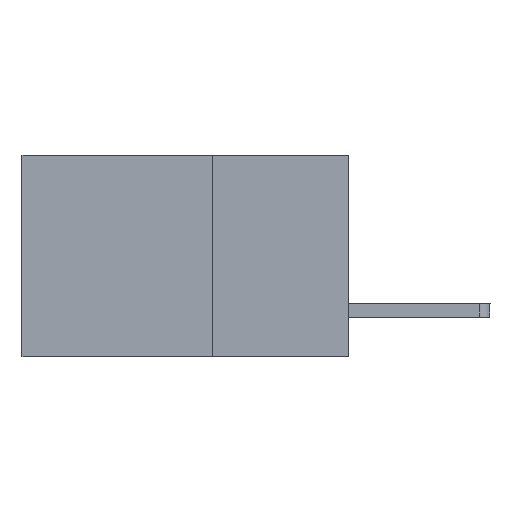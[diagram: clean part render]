
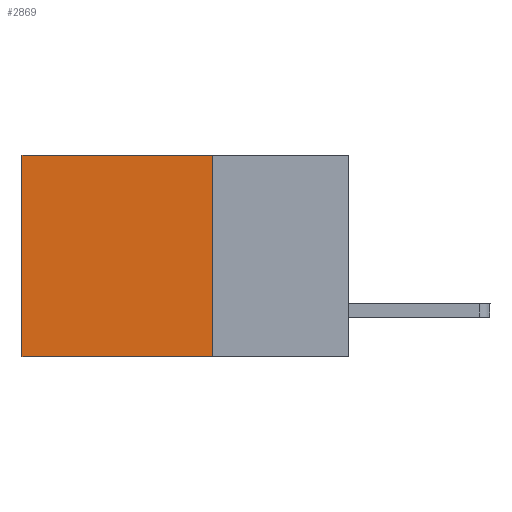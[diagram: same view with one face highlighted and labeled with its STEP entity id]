
A CAD part, left-side view. The second image highlights one B-rep face of the part: STEP entity #2869.
In plain terms, the highlighted planar face has unit normal (-1, 0, 0).
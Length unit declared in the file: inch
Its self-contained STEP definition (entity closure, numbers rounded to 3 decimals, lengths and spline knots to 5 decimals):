
#355 = LINE ( 'NONE', #1071, #1530 ) ;
#374 = FACE_OUTER_BOUND ( 'NONE', #6121, .T. ) ;
#396 = CARTESIAN_POINT ( 'NONE',  ( 0.2615, 0.25, 0. ) ) ;
#669 = ORIENTED_EDGE ( 'NONE', *, *, #695, .F. ) ;
#695 = EDGE_CURVE ( 'NONE', #1243, #4830, #5573, .T. ) ;
#935 = CARTESIAN_POINT ( 'NONE',  ( 0.2615, 0.25, -0.37 ) ) ;
#1019 = DIRECTION ( 'NONE',  ( 0., 0., -1. ) ) ;
#1071 = CARTESIAN_POINT ( 'NONE',  ( 0.2615, 0.25, 0. ) ) ;
#1243 = VERTEX_POINT ( 'NONE', #935 ) ;
#1445 = DIRECTION ( 'NONE',  ( 0., 1., 0. ) ) ;
#1530 = VECTOR ( 'NONE', #3072, 39.37008 ) ;
#2325 = CARTESIAN_POINT ( 'NONE',  ( 0.2615, 0.6, -0.37 ) ) ;
#2348 = CARTESIAN_POINT ( 'NONE',  ( 0.2615, 0.25, -0.37 ) ) ;
#2434 = DIRECTION ( 'NONE',  ( 0., 0., -1. ) ) ;
#2511 = ORIENTED_EDGE ( 'NONE', *, *, #3985, .T. ) ;
#2869 = ADVANCED_FACE ( 'NONE', ( #374 ), #8384, .F. ) ;
#2979 = VERTEX_POINT ( 'NONE', #5320 ) ;
#3072 = DIRECTION ( 'NONE',  ( 0., 1., 0. ) ) ;
#3073 = LINE ( 'NONE', #2325, #5231 ) ;
#3619 = VERTEX_POINT ( 'NONE', #396 ) ;
#3633 = VECTOR ( 'NONE', #6069, 39.37008 ) ;
#3668 = EDGE_CURVE ( 'NONE', #2979, #4830, #3073, .T. ) ;
#3985 = EDGE_CURVE ( 'NONE', #3619, #2979, #355, .T. ) ;
#4815 = ORIENTED_EDGE ( 'NONE', *, *, #3668, .T. ) ;
#4830 = VERTEX_POINT ( 'NONE', #6800 ) ;
#4841 = VECTOR ( 'NONE', #1445, 39.37008 ) ;
#5231 = VECTOR ( 'NONE', #1019, 39.37008 ) ;
#5320 = CARTESIAN_POINT ( 'NONE',  ( 0.2615, 0.6, 0. ) ) ;
#5573 = LINE ( 'NONE', #8652, #4841 ) ;
#5769 = ORIENTED_EDGE ( 'NONE', *, *, #7789, .F. ) ;
#6069 = DIRECTION ( 'NONE',  ( 0., 0., -1. ) ) ;
#6121 = EDGE_LOOP ( 'NONE', ( #4815, #669, #5769, #2511 ) ) ;
#6387 = DIRECTION ( 'NONE',  ( 1., 0., 0. ) ) ;
#6657 = CARTESIAN_POINT ( 'NONE',  ( 0.2615, 0.25, -0.37 ) ) ;
#6800 = CARTESIAN_POINT ( 'NONE',  ( 0.2615, 0.6, -0.37 ) ) ;
#6854 = AXIS2_PLACEMENT_3D ( 'NONE', #2348, #6387, #2434 ) ;
#7393 = LINE ( 'NONE', #6657, #3633 ) ;
#7789 = EDGE_CURVE ( 'NONE', #3619, #1243, #7393, .T. ) ;
#8384 = PLANE ( 'NONE',  #6854 ) ;
#8652 = CARTESIAN_POINT ( 'NONE',  ( 0.2615, 0.25, -0.37 ) ) ;
